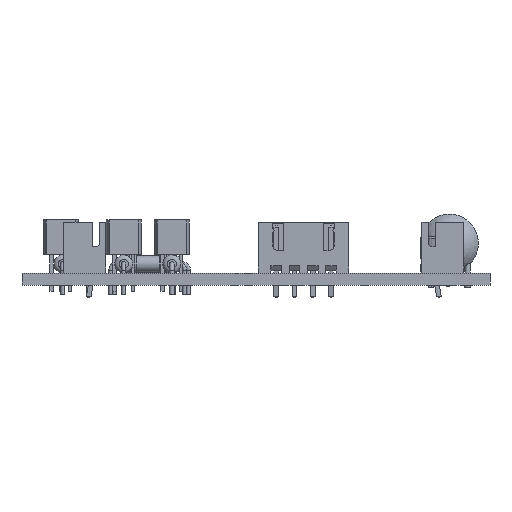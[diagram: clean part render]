
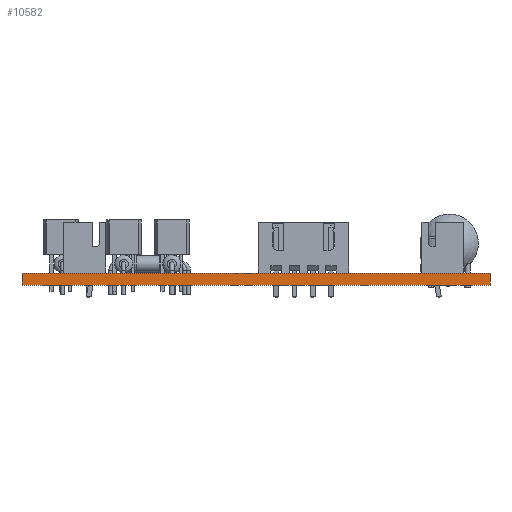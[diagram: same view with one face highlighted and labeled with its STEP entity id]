
A CAD part, front view. The second image highlights one B-rep face of the part: STEP entity #10582.
In plain terms, the highlighted planar face has unit normal (0, -1, 0).
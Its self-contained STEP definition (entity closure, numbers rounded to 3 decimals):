
#10582 = ADVANCED_FACE('',(#10583),#10617,.T.);
#10583 = FACE_BOUND('',#10584,.T.);
#10584 = EDGE_LOOP('',(#10585,#10595,#10603,#10611));
#10585 = ORIENTED_EDGE('',*,*,#10586,.T.);
#10586 = EDGE_CURVE('',#10587,#10589,#10591,.T.);
#10587 = VERTEX_POINT('',#10588);
#10588 = CARTESIAN_POINT('',(64.262,-65.024,0.));
#10589 = VERTEX_POINT('',#10590);
#10590 = CARTESIAN_POINT('',(64.262,-65.024,1.6));
#10591 = LINE('',#10592,#10593);
#10592 = CARTESIAN_POINT('',(64.262,-65.024,0.));
#10593 = VECTOR('',#10594,1.);
#10594 = DIRECTION('',(0.,0.,1.));
#10595 = ORIENTED_EDGE('',*,*,#10596,.T.);
#10596 = EDGE_CURVE('',#10589,#10597,#10599,.T.);
#10597 = VERTEX_POINT('',#10598);
#10598 = CARTESIAN_POINT('',(0.,-65.024,1.6));
#10599 = LINE('',#10600,#10601);
#10600 = CARTESIAN_POINT('',(64.262,-65.024,1.6));
#10601 = VECTOR('',#10602,1.);
#10602 = DIRECTION('',(-1.,0.,0.));
#10603 = ORIENTED_EDGE('',*,*,#10604,.F.);
#10604 = EDGE_CURVE('',#10605,#10597,#10607,.T.);
#10605 = VERTEX_POINT('',#10606);
#10606 = CARTESIAN_POINT('',(0.,-65.024,0.));
#10607 = LINE('',#10608,#10609);
#10608 = CARTESIAN_POINT('',(0.,-65.024,0.));
#10609 = VECTOR('',#10610,1.);
#10610 = DIRECTION('',(0.,0.,1.));
#10611 = ORIENTED_EDGE('',*,*,#10612,.F.);
#10612 = EDGE_CURVE('',#10587,#10605,#10613,.T.);
#10613 = LINE('',#10614,#10615);
#10614 = CARTESIAN_POINT('',(64.262,-65.024,0.));
#10615 = VECTOR('',#10616,1.);
#10616 = DIRECTION('',(-1.,0.,0.));
#10617 = PLANE('',#10618);
#10618 = AXIS2_PLACEMENT_3D('',#10619,#10620,#10621);
#10619 = CARTESIAN_POINT('',(64.262,-65.024,0.));
#10620 = DIRECTION('',(0.,-1.,0.));
#10621 = DIRECTION('',(-1.,0.,0.));
